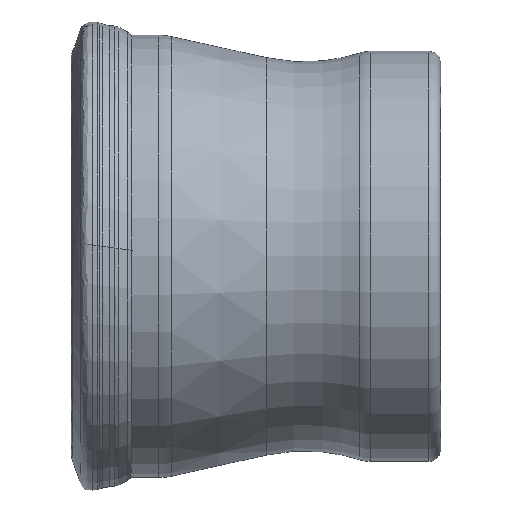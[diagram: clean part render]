
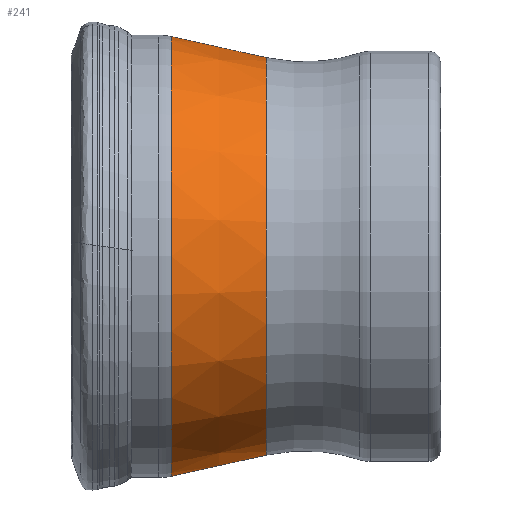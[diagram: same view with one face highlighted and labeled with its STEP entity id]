
A CAD part, front view. The second image highlights one B-rep face of the part: STEP entity #241.
In plain terms, the highlighted conical face has half-angle 12.5 degrees and reference radius 33.911 mm.
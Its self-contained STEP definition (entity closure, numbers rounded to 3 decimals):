
#48=CONICAL_SURFACE('',#1202,33.911,12.5);
#77=FACE_BOUND('',#458,.T.);
#78=FACE_BOUND('',#459,.T.);
#241=ADVANCED_FACE('',(#77,#78),#48,.T.);
#458=EDGE_LOOP('',(#738));
#459=EDGE_LOOP('',(#739));
#738=ORIENTED_EDGE('',*,*,#963,.F.);
#739=ORIENTED_EDGE('',*,*,#964,.T.);
#823=VERTEX_POINT('',#2799);
#824=VERTEX_POINT('',#2802);
#963=EDGE_CURVE('',#823,#823,#1073,.T.);
#964=EDGE_CURVE('',#824,#824,#1074,.T.);
#1073=CIRCLE('',#1199,37.513);
#1074=CIRCLE('',#1201,33.911);
#1199=AXIS2_PLACEMENT_3D('',#2798,#1476,#1477);
#1201=AXIS2_PLACEMENT_3D('',#2801,#1480,#1481);
#1202=AXIS2_PLACEMENT_3D('',#2803,#1482,#1483);
#1476=DIRECTION('',(-1.,0.,0.));
#1477=DIRECTION('',(0.,0.,1.));
#1480=DIRECTION('',(-1.,0.,0.));
#1481=DIRECTION('',(0.,0.,1.));
#1482=DIRECTION('',(-1.,0.,0.));
#1483=DIRECTION('',(0.,0.,1.));
#2798=CARTESIAN_POINT('',(17.019,0.,0.));
#2799=CARTESIAN_POINT('',(17.019,0.,37.513));
#2801=CARTESIAN_POINT('',(33.266,0.,0.));
#2802=CARTESIAN_POINT('',(33.266,0.,33.911));
#2803=CARTESIAN_POINT('',(33.266,0.,0.));
